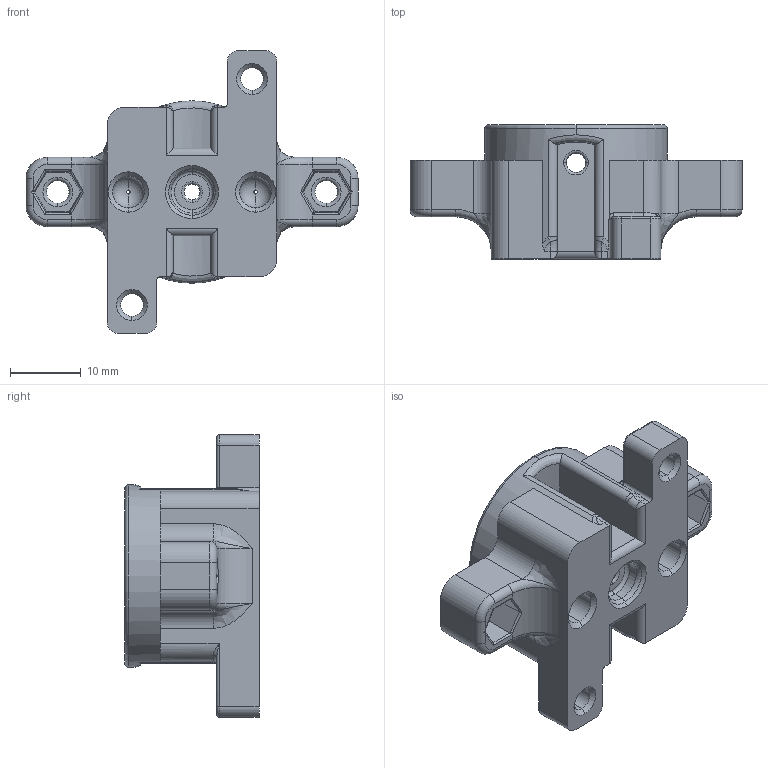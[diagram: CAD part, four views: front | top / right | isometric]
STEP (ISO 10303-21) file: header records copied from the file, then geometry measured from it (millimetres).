
FILE_DESCRIPTION (( 'STEP AP214' ), '1' );
FILE_NAME ('MOUSE_POKE_ROUND_V1.STEP', '2024-01-28T21:56:41', ( '' ), ( '' ), 'SwSTEP 2.0', 'SolidWorks 2023', '' );
FILE_SCHEMA (( 'AUTOMOTIVE_DESIGN' ));
Length unit declared in the file: millimetre
Products named in the file (1): MOUSE_POKE_ROUND_V1
Bounding box: 47 x 19 x 40 mm (x, y, z)
Volume: 9980.4 mm3; surface area: 5387 mm2
Topology: 1 solids, 1 shells, 264 faces, 644 edges, 378 vertices
Faces by surface type: cylinder 106, plane 64, torus 54, bspline 28, cone 12
Entity records: 8831 total; most frequent: CARTESIAN_POINT 2849, ORIENTED_EDGE 1276, DIRECTION 1242, EDGE_CURVE 638, AXIS2_PLACEMENT_3D 483, VERTEX_POINT 378, EDGE_LOOP 284, LINE 276
